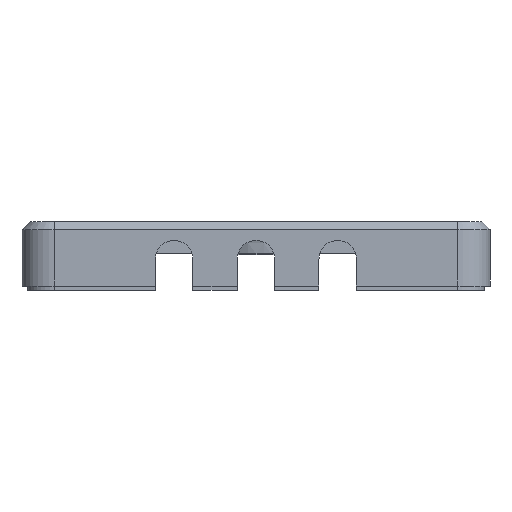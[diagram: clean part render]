
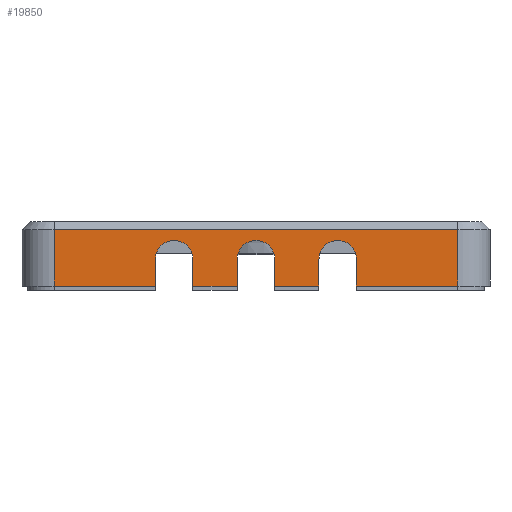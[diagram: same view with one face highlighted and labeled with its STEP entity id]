
A CAD part, front view. The second image highlights one B-rep face of the part: STEP entity #19850.
In plain terms, the highlighted planar face has unit normal (0, -1, 0).
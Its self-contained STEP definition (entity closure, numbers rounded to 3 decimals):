
#1311=CIRCLE('',#20764,3.5);
#1312=CIRCLE('',#20765,3.5);
#1313=CIRCLE('',#20766,3.5);
#2355=FACE_OUTER_BOUND('',#3539,.T.);
#3539=EDGE_LOOP('',(#17346,#17347,#17348,#17349,#17350,#17351,#17352,#17353,
#17354,#17355,#17356,#17357,#17358,#17359,#17360,#17361));
#5438=LINE('',#35525,#7446);
#5442=LINE('',#35538,#7450);
#5444=LINE('',#35544,#7452);
#5445=LINE('',#35546,#7453);
#5446=LINE('',#35548,#7454);
#5447=LINE('',#35552,#7455);
#5448=LINE('',#35554,#7456);
#5449=LINE('',#35556,#7457);
#5450=LINE('',#35560,#7458);
#5451=LINE('',#35562,#7459);
#5452=LINE('',#35564,#7460);
#5453=LINE('',#35568,#7461);
#5454=LINE('',#35569,#7462);
#7446=VECTOR('',#24160,10.);
#7450=VECTOR('',#24176,10.);
#7452=VECTOR('',#24182,10.);
#7453=VECTOR('',#24183,10.);
#7454=VECTOR('',#24184,10.);
#7455=VECTOR('',#24187,10.);
#7456=VECTOR('',#24188,10.);
#7457=VECTOR('',#24189,10.);
#7458=VECTOR('',#24192,10.);
#7459=VECTOR('',#24193,10.);
#7460=VECTOR('',#24194,10.);
#7461=VECTOR('',#24197,10.);
#7462=VECTOR('',#24198,10.);
#9424=VERTEX_POINT('',#35515);
#9426=VERTEX_POINT('',#35523);
#9429=VERTEX_POINT('',#35537);
#9431=VERTEX_POINT('',#35543);
#9432=VERTEX_POINT('',#35545);
#9433=VERTEX_POINT('',#35547);
#9434=VERTEX_POINT('',#35549);
#9435=VERTEX_POINT('',#35551);
#9436=VERTEX_POINT('',#35553);
#9437=VERTEX_POINT('',#35555);
#9438=VERTEX_POINT('',#35557);
#9439=VERTEX_POINT('',#35559);
#9440=VERTEX_POINT('',#35561);
#9441=VERTEX_POINT('',#35563);
#9442=VERTEX_POINT('',#35565);
#9443=VERTEX_POINT('',#35567);
#12131=EDGE_CURVE('',#9424,#9426,#5438,.T.);
#12137=EDGE_CURVE('',#9429,#9426,#5442,.T.);
#12140=EDGE_CURVE('',#9431,#9424,#5444,.T.);
#12141=EDGE_CURVE('',#9432,#9431,#5445,.T.);
#12142=EDGE_CURVE('',#9433,#9432,#5446,.T.);
#12143=EDGE_CURVE('',#9434,#9433,#1311,.T.);
#12144=EDGE_CURVE('',#9434,#9435,#5447,.T.);
#12145=EDGE_CURVE('',#9436,#9435,#5448,.T.);
#12146=EDGE_CURVE('',#9437,#9436,#5449,.T.);
#12147=EDGE_CURVE('',#9438,#9437,#1312,.T.);
#12148=EDGE_CURVE('',#9438,#9439,#5450,.T.);
#12149=EDGE_CURVE('',#9440,#9439,#5451,.T.);
#12150=EDGE_CURVE('',#9441,#9440,#5452,.T.);
#12151=EDGE_CURVE('',#9442,#9441,#1313,.T.);
#12152=EDGE_CURVE('',#9442,#9443,#5453,.T.);
#12153=EDGE_CURVE('',#9429,#9443,#5454,.T.);
#17346=ORIENTED_EDGE('',*,*,#12131,.F.);
#17347=ORIENTED_EDGE('',*,*,#12140,.F.);
#17348=ORIENTED_EDGE('',*,*,#12141,.F.);
#17349=ORIENTED_EDGE('',*,*,#12142,.F.);
#17350=ORIENTED_EDGE('',*,*,#12143,.F.);
#17351=ORIENTED_EDGE('',*,*,#12144,.T.);
#17352=ORIENTED_EDGE('',*,*,#12145,.F.);
#17353=ORIENTED_EDGE('',*,*,#12146,.F.);
#17354=ORIENTED_EDGE('',*,*,#12147,.F.);
#17355=ORIENTED_EDGE('',*,*,#12148,.T.);
#17356=ORIENTED_EDGE('',*,*,#12149,.F.);
#17357=ORIENTED_EDGE('',*,*,#12150,.F.);
#17358=ORIENTED_EDGE('',*,*,#12151,.F.);
#17359=ORIENTED_EDGE('',*,*,#12152,.T.);
#17360=ORIENTED_EDGE('',*,*,#12153,.F.);
#17361=ORIENTED_EDGE('',*,*,#12137,.T.);
#18845=PLANE('',#20763);
#19850=ADVANCED_FACE('',(#2355),#18845,.T.);
#20763=AXIS2_PLACEMENT_3D('',#35542,#24180,#24181);
#20764=AXIS2_PLACEMENT_3D('',#35550,#24185,#24186);
#20765=AXIS2_PLACEMENT_3D('',#35558,#24190,#24191);
#20766=AXIS2_PLACEMENT_3D('',#35566,#24195,#24196);
#24160=DIRECTION('',(1.,0.,0.));
#24176=DIRECTION('',(0.,0.,1.));
#24180=DIRECTION('center_axis',(0.,-1.,0.));
#24181=DIRECTION('ref_axis',(1.,0.,0.));
#24182=DIRECTION('',(0.,0.,1.));
#24183=DIRECTION('',(-1.,0.,0.));
#24184=DIRECTION('',(0.,0.,-1.));
#24185=DIRECTION('center_axis',(0.,-1.,0.));
#24186=DIRECTION('ref_axis',(0.707,0.,0.707));
#24187=DIRECTION('',(0.,0.,-1.));
#24188=DIRECTION('',(-1.,0.,0.));
#24189=DIRECTION('',(0.,0.,-1.));
#24190=DIRECTION('center_axis',(0.,-1.,0.));
#24191=DIRECTION('ref_axis',(0.707,0.,-0.707));
#24192=DIRECTION('',(0.,0.,-1.));
#24193=DIRECTION('',(-1.,0.,0.));
#24194=DIRECTION('',(0.,0.,-1.));
#24195=DIRECTION('center_axis',(0.,-1.,0.));
#24196=DIRECTION('ref_axis',(0.707,0.,0.707));
#24197=DIRECTION('',(0.,0.,-1.));
#24198=DIRECTION('',(-1.,0.,0.));
#35515=CARTESIAN_POINT('',(-37.64,-43.64,0.5));
#35523=CARTESIAN_POINT('',(37.64,-43.64,0.5));
#35525=CARTESIAN_POINT('',(-18.82,-43.64,0.5));
#35537=CARTESIAN_POINT('',(37.64,-43.64,-10.));
#35538=CARTESIAN_POINT('',(37.64,-43.64,0.));
#35542=CARTESIAN_POINT('Origin',(-37.64,-43.64,0.));
#35543=CARTESIAN_POINT('',(-37.64,-43.64,-10.));
#35544=CARTESIAN_POINT('',(-37.64,-43.64,0.));
#35545=CARTESIAN_POINT('',(-18.78,-43.64,-10.));
#35546=CARTESIAN_POINT('',(-37.64,-43.64,-10.));
#35547=CARTESIAN_POINT('',(-18.78,-43.64,-5.));
#35548=CARTESIAN_POINT('',(-18.78,-43.64,0.));
#35549=CARTESIAN_POINT('',(-11.78,-43.64,-5.));
#35550=CARTESIAN_POINT('Origin',(-15.28,-43.64,-5.));
#35551=CARTESIAN_POINT('',(-11.78,-43.64,-10.));
#35552=CARTESIAN_POINT('',(-11.78,-43.64,0.));
#35553=CARTESIAN_POINT('',(-3.5,-43.64,-10.));
#35554=CARTESIAN_POINT('',(-37.64,-43.64,-10.));
#35555=CARTESIAN_POINT('',(-3.5,-43.64,-5.));
#35556=CARTESIAN_POINT('',(-3.5,-43.64,0.));
#35557=CARTESIAN_POINT('',(3.5,-43.64,-5.));
#35558=CARTESIAN_POINT('Origin',(0.,-43.64,
-5.));
#35559=CARTESIAN_POINT('',(3.5,-43.64,-10.));
#35560=CARTESIAN_POINT('',(3.5,-43.64,0.));
#35561=CARTESIAN_POINT('',(11.74,-43.64,-10.));
#35562=CARTESIAN_POINT('',(-37.64,-43.64,-10.));
#35563=CARTESIAN_POINT('',(11.74,-43.64,-5.));
#35564=CARTESIAN_POINT('',(11.74,-43.64,0.));
#35565=CARTESIAN_POINT('',(18.74,-43.64,-5.));
#35566=CARTESIAN_POINT('Origin',(15.24,-43.64,-5.));
#35567=CARTESIAN_POINT('',(18.74,-43.64,-10.));
#35568=CARTESIAN_POINT('',(18.74,-43.64,0.));
#35569=CARTESIAN_POINT('',(-37.64,-43.64,-10.));
